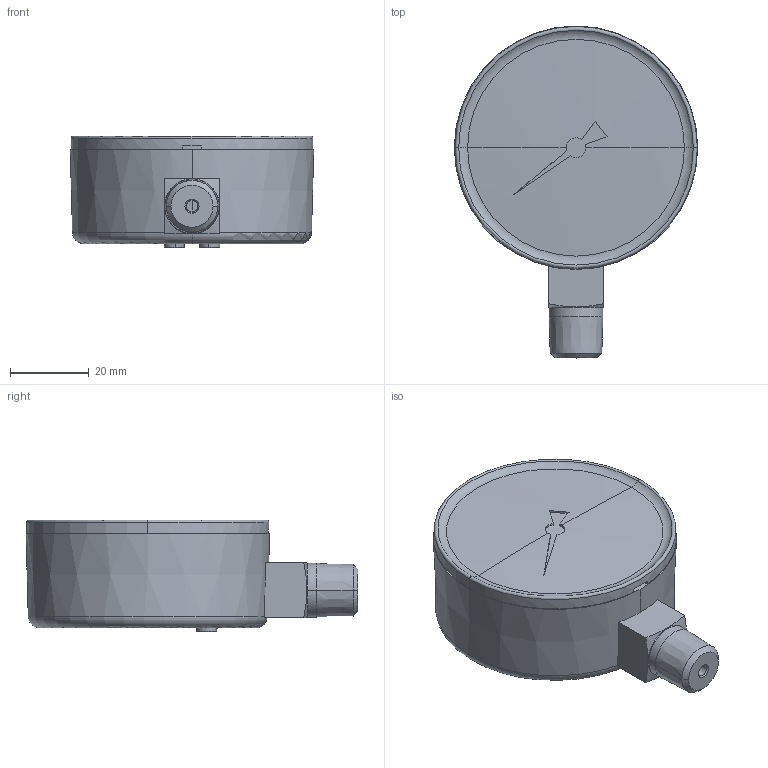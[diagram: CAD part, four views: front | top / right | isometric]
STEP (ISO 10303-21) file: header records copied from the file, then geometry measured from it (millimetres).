
FILE_DESCRIPTION (( 'STEP AP203' ), '1' );
FILE_NAME ('76249849.step', '2025-11-04T21:27:38', ( '' ), ( '' ), 'SwSTEP 2.0', 'SolidWorks 2024', '' );
FILE_SCHEMA (( 'CONFIG_CONTROL_DESIGN' ));
Length unit declared in the file: inch
Products named in the file (1): 76249849
Bounding box: 62 x 84.5 x 28.45 mm (x, y, z)
Volume: 80290.5 mm3; surface area: 17357.2 mm2
Topology: 3 solids, 4 shells, 145 faces, 361 edges, 230 vertices
Faces by surface type: plane 59, cylinder 48, cone 18, torus 14, sphere 4, bspline 2
Entity records: 4885 total; most frequent: CARTESIAN_POINT 1352, DIRECTION 742, ORIENTED_EDGE 722, EDGE_CURVE 361, AXIS2_PLACEMENT_3D 306, VERTEX_POINT 230, CIRCLE 162, EDGE_LOOP 151
